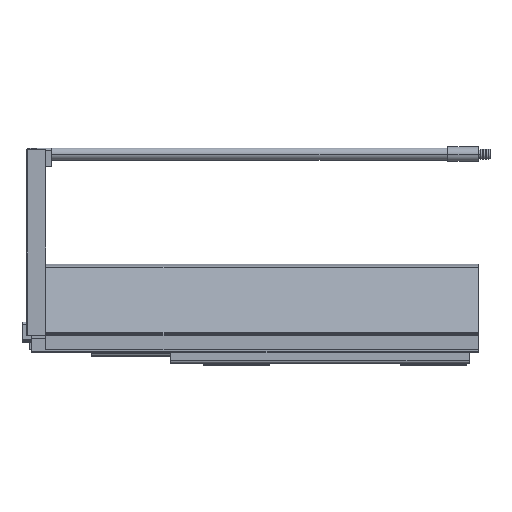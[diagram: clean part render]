
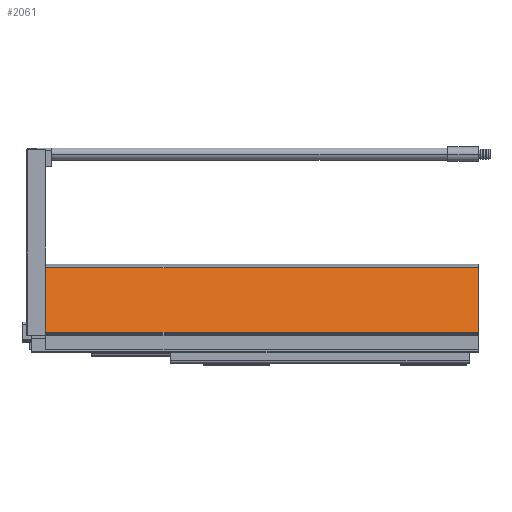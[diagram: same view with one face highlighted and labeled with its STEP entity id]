
A CAD part, top view. The second image highlights one B-rep face of the part: STEP entity #2061.
In plain terms, the highlighted planar face has unit normal (0, 0.208, 0.978).
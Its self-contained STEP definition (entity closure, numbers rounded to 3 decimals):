
#16 = CARTESIAN_POINT ( 'NONE',  ( 0., 17.084, 34.466 ) ) ;
#526 = EDGE_CURVE ( 'NONE', #5517, #924, #6004, .T. ) ;
#705 = AXIS2_PLACEMENT_3D ( 'NONE', #5505, #1779, #10508 ) ;
#898 = DIRECTION ( 'NONE',  ( 1., 0., 0. ) ) ;
#924 = VERTEX_POINT ( 'NONE', #16 ) ;
#1458 = EDGE_CURVE ( 'NONE', #2730, #5517, #1938, .T. ) ;
#1628 = ORIENTED_EDGE ( 'NONE', *, *, #12219, .F. ) ;
#1779 = DIRECTION ( 'NONE',  ( 0., 0.208, 0.978 ) ) ;
#1938 = LINE ( 'NONE', #3099, #9933 ) ;
#2061 = ADVANCED_FACE ( 'NONE', ( #10630 ), #6588, .T. ) ;
#2287 = EDGE_LOOP ( 'NONE', ( #3921, #9445, #6759, #1628 ) ) ;
#2698 = EDGE_CURVE ( 'NONE', #2730, #10922, #10016, .T. ) ;
#2730 = VERTEX_POINT ( 'NONE', #10645 ) ;
#2745 = CARTESIAN_POINT ( 'NONE',  ( 0., 80.422, 21.003 ) ) ;
#3099 = CARTESIAN_POINT ( 'NONE',  ( -425.5, 80.422, 21.003 ) ) ;
#3921 = ORIENTED_EDGE ( 'NONE', *, *, #2698, .F. ) ;
#4423 = CARTESIAN_POINT ( 'NONE',  ( -442., 80.422, 21.003 ) ) ;
#5505 = CARTESIAN_POINT ( 'NONE',  ( -442., 80.422, 21.003 ) ) ;
#5517 = VERTEX_POINT ( 'NONE', #9985 ) ;
#6004 = LINE ( 'NONE', #10829, #8616 ) ;
#6490 = DIRECTION ( 'NONE',  ( 1., 0., 0. ) ) ;
#6588 = PLANE ( 'NONE',  #705 ) ;
#6759 = ORIENTED_EDGE ( 'NONE', *, *, #526, .T. ) ;
#6866 = DIRECTION ( 'NONE',  ( 0., -0.978, 0.208 ) ) ;
#6926 = DIRECTION ( 'NONE',  ( 0., -0.978, 0.208 ) ) ;
#8616 = VECTOR ( 'NONE', #898, 1000. ) ;
#9100 = LINE ( 'NONE', #12050, #11437 ) ;
#9445 = ORIENTED_EDGE ( 'NONE', *, *, #1458, .T. ) ;
#9933 = VECTOR ( 'NONE', #6866, 1000. ) ;
#9985 = CARTESIAN_POINT ( 'NONE',  ( -425.5, 17.084, 34.466 ) ) ;
#10016 = LINE ( 'NONE', #4423, #11175 ) ;
#10508 = DIRECTION ( 'NONE',  ( 0., -0.978, 0.208 ) ) ;
#10630 = FACE_OUTER_BOUND ( 'NONE', #2287, .T. ) ;
#10645 = CARTESIAN_POINT ( 'NONE',  ( -425.5, 80.422, 21.003 ) ) ;
#10829 = CARTESIAN_POINT ( 'NONE',  ( 0., 17.084, 34.466 ) ) ;
#10922 = VERTEX_POINT ( 'NONE', #2745 ) ;
#11175 = VECTOR ( 'NONE', #6490, 1000. ) ;
#11437 = VECTOR ( 'NONE', #6926, 1000. ) ;
#12050 = CARTESIAN_POINT ( 'NONE',  ( 0., 80.422, 21.003 ) ) ;
#12219 = EDGE_CURVE ( 'NONE', #10922, #924, #9100, .T. ) ;
